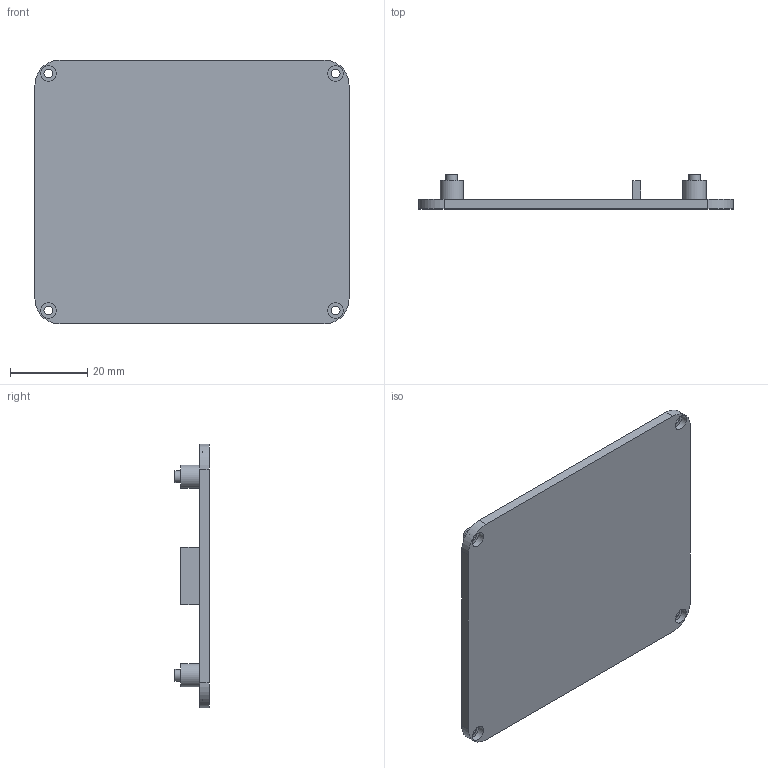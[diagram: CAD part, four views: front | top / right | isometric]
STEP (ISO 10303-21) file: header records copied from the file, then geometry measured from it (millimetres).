
FILE_DESCRIPTION(/* description */ (''),/* implementation_level */ '2;1');
FILE_NAME(/* name */ 'base.step',/* time_stamp */ '2025-05-10T15:59:51+01:00',/* author */ (''),/* organization */ (''),/* preprocessor_version */ 'ST-DEVELOPER v20.1',/* originating_system */ 'Autodesk Translation Framework v14.4.0.0',/* authorisation */ '');
FILE_SCHEMA (('AUTOMOTIVE_DESIGN { 1 0 10303 214 3 1 1 }'));
Length unit declared in the file: millimetre
Products named in the file (1): base
Bounding box: 81.5 x 8.9 x 68.5 mm (x, y, z)
Volume: 14445.9 mm3; surface area: 12627.8 mm2
Topology: 1 solids, 1 shells, 51 faces, 96 edges, 64 vertices
Faces by surface type: plane 27, cylinder 24
Full cylindrical faces by diameter (mm): 1.8 x4, 2.3 x4, 3 x4, 4 x4, 6 x4
Entity records: 1347 total; most frequent: DIRECTION 248, CARTESIAN_POINT 212, ORIENTED_EDGE 192, AXIS2_PLACEMENT_3D 100, EDGE_CURVE 96, EDGE_LOOP 76, VERTEX_POINT 64, FACE_OUTER_BOUND 51
